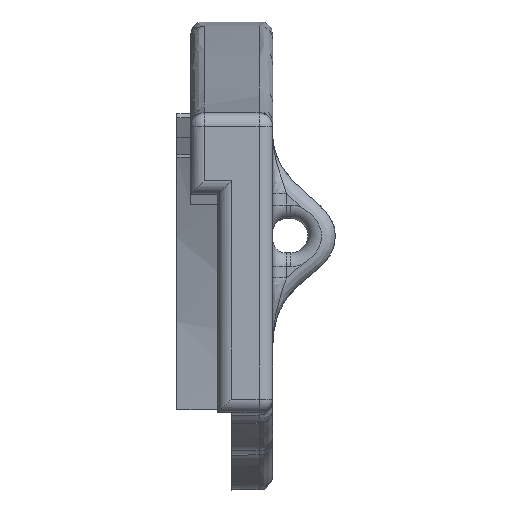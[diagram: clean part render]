
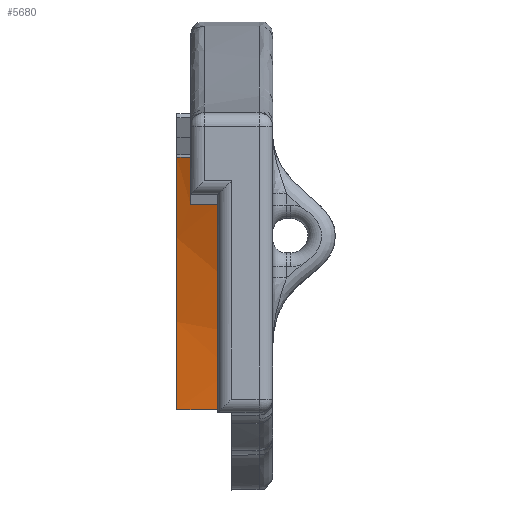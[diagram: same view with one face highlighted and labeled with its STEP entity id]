
A CAD part, left-side view. The second image highlights one B-rep face of the part: STEP entity #5680.
In plain terms, the highlighted free-form (B-spline) face has degree [2, 1] with [3, 2] control points.
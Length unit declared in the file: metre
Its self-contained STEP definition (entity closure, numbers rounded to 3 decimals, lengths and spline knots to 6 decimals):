
#92 = CARTESIAN_POINT ( 'NONE',  ( 0.060576, 0.002, -0.032948 ) ) ;
#133 = CARTESIAN_POINT ( 'NONE',  ( 0.060576, 0.006, -0.032948 ) ) ;
#134 = CARTESIAN_POINT ( 'NONE',  ( 0.060201, 0.002, -0.023126 ) ) ;
#144 = CARTESIAN_POINT ( 'NONE',  ( 0.055821, 0.002, -0.014541 ) ) ;
#155 = CARTESIAN_POINT ( 'NONE',  ( 0.060201, 0.006, -0.023126 ) ) ;
#194 = CARTESIAN_POINT ( 'NONE',  ( 0.055821, 0.006, -0.014541 ) ) ;
#1504 = CARTESIAN_POINT ( 'NONE',  ( 0.060201, 0.006, -0.023126 ) ) ;
#1506 = CARTESIAN_POINT ( 'NONE',  ( 0.055821, 0.006, -0.014541 ) ) ;
#1512 = CARTESIAN_POINT ( 'NONE',  ( 0.060576, 0.006, -0.032948 ) ) ;
#1595 = CARTESIAN_POINT ( 'NONE',  ( 0.059063, 0.002, -0.022918 ) ) ;
#1623 = CARTESIAN_POINT ( 'NONE',  ( 0.060576, 0.002, -0.032948 ) ) ;
#1628 = CARTESIAN_POINT ( 'NONE',  ( 0.059063, 0.003, -0.022918 ) ) ;
#1631 = CARTESIAN_POINT ( 'NONE',  ( 0.05738, 0.003, -0.017945 ) ) ;
#1636 = CARTESIAN_POINT ( 'NONE',  ( 0.05738, 0.005, -0.017945 ) ) ;
#1655 = CARTESIAN_POINT ( 'NONE',  ( 0.055821, 0.005, -0.014541 ) ) ;
#1699 = CARTESIAN_POINT ( 'NONE',  ( 0.060576, 0.006, -0.032948 ) ) ;
#1700 = CARTESIAN_POINT ( 'NONE',  ( 0.055821, 0.006, -0.014541 ) ) ;
#2964 = CARTESIAN_POINT ( 'NONE',  ( 0.060576, 0.006, -0.032948 ) ) ;
#2966 = CARTESIAN_POINT ( 'NONE',  ( 0.055821, 0.006, -0.014541 ) ) ;
#2969 = DIRECTION ( 'NONE',  ( 0., -1., 0. ) ) ;
#2971 = DIRECTION ( 'NONE',  ( 0., -1., 0. ) ) ;
#3740 = CARTESIAN_POINT ( 'NONE',  ( 0.059063, 0.002, -0.022918 ) ) ;
#3753 = CARTESIAN_POINT ( 'NONE',  ( 0.060378, 0.002, -0.02776 ) ) ;
#3760 = CARTESIAN_POINT ( 'NONE',  ( 0.060576, 0.002, -0.032948 ) ) ;
#3797 = CARTESIAN_POINT ( 'NONE',  ( 0.059063, 0.003, -0.022918 ) ) ;
#3801 = DIRECTION ( 'NONE',  ( 0., 1., 0. ) ) ;
#3823 = CARTESIAN_POINT ( 'NONE',  ( 0.058375, 0.003, -0.020384 ) ) ;
#3824 = CARTESIAN_POINT ( 'NONE',  ( 0.059063, 0.003, -0.022918 ) ) ;
#3829 = CARTESIAN_POINT ( 'NONE',  ( 0.05738, 0.003, -0.017945 ) ) ;
#3965 = LINE ( 'NONE', #3797, #3974 ) ;
#3974 = VECTOR ( 'NONE', #3801, 1. ) ;
#3984 = LINE ( 'NONE', #4187, #3993 ) ;
#3993 = VECTOR ( 'NONE', #4191, 1. ) ;
#4105 = B_SPLINE_CURVE_WITH_KNOTS ( 'NONE', 2,
 ( #3740, #3753, #3760 ),
 .UNSPECIFIED., .F., .F.,
 ( 3, 3 ),
 ( 0.471861, 1. ),
 .UNSPECIFIED. ) ;
#4114 = B_SPLINE_CURVE_WITH_KNOTS ( 'NONE', 2,
 ( #3824, #3823, #3829 ),
 .UNSPECIFIED., .F., .F.,
 ( 3, 3 ),
 ( 0.528139, 0.804502 ),
 .UNSPECIFIED. ) ;
#4123 = B_SPLINE_CURVE_WITH_KNOTS ( 'NONE', 2,
 ( #4205, #4204, #4237 ),
 .UNSPECIFIED., .F., .F.,
 ( 3, 3 ),
 ( 0.804502, 1. ),
 .UNSPECIFIED. ) ;
#4187 = CARTESIAN_POINT ( 'NONE',  ( 0.05738, 0.005, -0.017945 ) ) ;
#4191 = DIRECTION ( 'NONE',  ( 0., -1., 0. ) ) ;
#4204 = CARTESIAN_POINT ( 'NONE',  ( 0.056677, 0.005, -0.016219 ) ) ;
#4205 = CARTESIAN_POINT ( 'NONE',  ( 0.05738, 0.005, -0.017945 ) ) ;
#4237 = CARTESIAN_POINT ( 'NONE',  ( 0.055821, 0.005, -0.014541 ) ) ;
#5680 = ADVANCED_FACE ( 'NONE', ( #8879 ), #5871, .F. ) ;
#5871 = B_SPLINE_SURFACE_WITH_KNOTS ( 'NONE', 2, 1, ( 
 ( #133, #92 ),
 ( #155, #134 ),
 ( #194, #144 ) ),
 .UNSPECIFIED., .F., .F., .F.,
 ( 3, 3 ),
 ( 2, 2 ),
 ( 0., 1. ),
 ( 0., 1. ),
 .UNSPECIFIED. ) ;
#5973 = ORIENTED_EDGE ( 'NONE', *, *, #6506, .F. ) ;
#6506 = EDGE_CURVE ( 'NONE', #8409, #8410, #11254, .T. ) ;
#8305 = VERTEX_POINT ( 'NONE', #1595 ) ;
#8333 = VERTEX_POINT ( 'NONE', #1623 ) ;
#8338 = VERTEX_POINT ( 'NONE', #1628 ) ;
#8341 = VERTEX_POINT ( 'NONE', #1631 ) ;
#8346 = VERTEX_POINT ( 'NONE', #1636 ) ;
#8365 = VERTEX_POINT ( 'NONE', #1655 ) ;
#8409 = VERTEX_POINT ( 'NONE', #1699 ) ;
#8410 = VERTEX_POINT ( 'NONE', #1700 ) ;
#8879 = FACE_OUTER_BOUND ( 'NONE', #10940, .T. ) ;
#9901 = LINE ( 'NONE', #2964, #9906 ) ;
#9903 = LINE ( 'NONE', #2966, #9908 ) ;
#9906 = VECTOR ( 'NONE', #2969, 1. ) ;
#9908 = VECTOR ( 'NONE', #2971, 1. ) ;
#10639 = EDGE_CURVE ( 'NONE', #8409, #8333, #9901, .T. ) ;
#10640 = EDGE_CURVE ( 'NONE', #8410, #8365, #9903, .T. ) ;
#10845 = ORIENTED_EDGE ( 'NONE', *, *, #10639, .T. ) ;
#10846 = ORIENTED_EDGE ( 'NONE', *, *, #11051, .F. ) ;
#10847 = ORIENTED_EDGE ( 'NONE', *, *, #11062, .T. ) ;
#10848 = ORIENTED_EDGE ( 'NONE', *, *, #11071, .T. ) ;
#10849 = ORIENTED_EDGE ( 'NONE', *, *, #11082, .F. ) ;
#10850 = ORIENTED_EDGE ( 'NONE', *, *, #11102, .T. ) ;
#10851 = ORIENTED_EDGE ( 'NONE', *, *, #10640, .F. ) ;
#10940 = EDGE_LOOP ( 'NONE', ( #10845, #10846, #10847, #10848, #10849, #10850, #10851, #5973 ) ) ;
#11051 = EDGE_CURVE ( 'NONE', #8305, #8333, #4105, .T. ) ;
#11062 = EDGE_CURVE ( 'NONE', #8305, #8338, #3965, .T. ) ;
#11071 = EDGE_CURVE ( 'NONE', #8338, #8341, #4114, .T. ) ;
#11082 = EDGE_CURVE ( 'NONE', #8346, #8341, #3984, .T. ) ;
#11102 = EDGE_CURVE ( 'NONE', #8346, #8365, #4123, .T. ) ;
#11254 = B_SPLINE_CURVE_WITH_KNOTS ( 'NONE', 2,
 ( #1512, #1504, #1506 ),
 .UNSPECIFIED., .F., .F.,
 ( 3, 3 ),
 ( 0., 1. ),
 .UNSPECIFIED. ) ;
